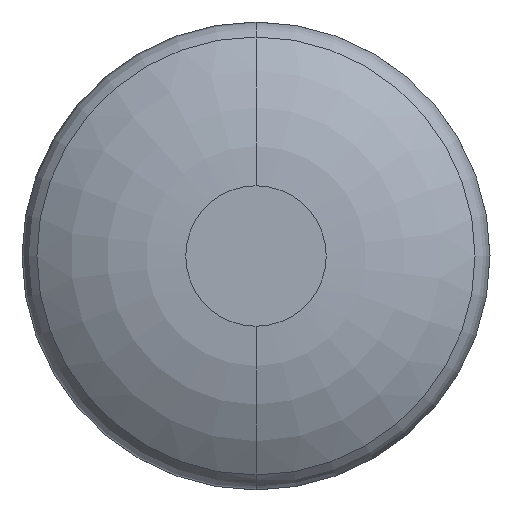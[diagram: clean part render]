
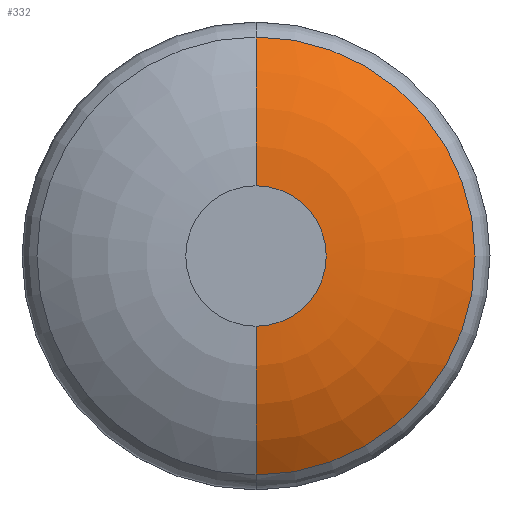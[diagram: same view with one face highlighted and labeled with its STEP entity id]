
A CAD part, front view. The second image highlights one B-rep face of the part: STEP entity #332.
In plain terms, the highlighted toroidal (fillet/blend) face has major radius 0.953 mm and minor radius 3.365 mm.
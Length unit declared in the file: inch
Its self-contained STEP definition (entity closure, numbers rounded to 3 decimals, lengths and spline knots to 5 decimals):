
#1 = EDGE_LOOP ( 'NONE', ( #241, #192, #619, #478 ) ) ;
#27 = DIRECTION ( 'NONE',  ( 0., 0., -1. ) ) ;
#31 = DIRECTION ( 'NONE',  ( 0., -1., 0. ) ) ;
#44 = CARTESIAN_POINT ( 'NONE',  ( 0., 0.1325, 0.0375 ) ) ;
#82 = VERTEX_POINT ( 'NONE', #118 ) ;
#94 = CARTESIAN_POINT ( 'NONE',  ( 0., 0.1325, -0.0375 ) ) ;
#97 = TOROIDAL_SURFACE ( 'NONE', #559, 0.0375, 0.1325 ) ;
#112 = DIRECTION ( 'NONE',  ( 0., 0., 1. ) ) ;
#118 = CARTESIAN_POINT ( 'NONE',  ( 0., 0.0265, -0.117 ) ) ;
#128 = EDGE_CURVE ( 'NONE', #250, #195, #383, .T. ) ;
#133 = CARTESIAN_POINT ( 'NONE',  ( 0., 0., -0.0375 ) ) ;
#142 = DIRECTION ( 'NONE',  ( 0., 0., -1. ) ) ;
#192 = ORIENTED_EDGE ( 'NONE', *, *, #265, .T. ) ;
#194 = DIRECTION ( 'NONE',  ( 0., -1., 0. ) ) ;
#195 = VERTEX_POINT ( 'NONE', #384 ) ;
#227 = DIRECTION ( 'NONE',  ( -1., 0., 0. ) ) ;
#238 = DIRECTION ( 'NONE',  ( 0., 0., -1. ) ) ;
#241 = ORIENTED_EDGE ( 'NONE', *, *, #511, .T. ) ;
#250 = VERTEX_POINT ( 'NONE', #133 ) ;
#262 = AXIS2_PLACEMENT_3D ( 'NONE', #94, #227, #112 ) ;
#265 = EDGE_CURVE ( 'NONE', #353, #195, #600, .T. ) ;
#276 = DIRECTION ( 'NONE',  ( 0., 0., -1. ) ) ;
#301 = AXIS2_PLACEMENT_3D ( 'NONE', #469, #358, #27 ) ;
#332 = ADVANCED_FACE ( 'NONE', ( #466 ), #97, .T. ) ;
#344 = AXIS2_PLACEMENT_3D ( 'NONE', #44, #435, #142 ) ;
#353 = VERTEX_POINT ( 'NONE', #476 ) ;
#358 = DIRECTION ( 'NONE',  ( 0., -1., 0. ) ) ;
#383 = CIRCLE ( 'NONE', #437, 0.0375 ) ;
#384 = CARTESIAN_POINT ( 'NONE',  ( 0., 0., 0.0375 ) ) ;
#412 = CIRCLE ( 'NONE', #301, 0.117 ) ;
#435 = DIRECTION ( 'NONE',  ( 1., 0., 0. ) ) ;
#437 = AXIS2_PLACEMENT_3D ( 'NONE', #487, #194, #276 ) ;
#466 = FACE_OUTER_BOUND ( 'NONE', #1, .T. ) ;
#469 = CARTESIAN_POINT ( 'NONE',  ( 0., 0.0265, 0. ) ) ;
#475 = CARTESIAN_POINT ( 'NONE',  ( 0., 0.1325, 0. ) ) ;
#476 = CARTESIAN_POINT ( 'NONE',  ( 0., 0.0265, 0.117 ) ) ;
#478 = ORIENTED_EDGE ( 'NONE', *, *, #617, .F. ) ;
#487 = CARTESIAN_POINT ( 'NONE',  ( 0., 0., 0. ) ) ;
#495 = CIRCLE ( 'NONE', #262, 0.1325 ) ;
#511 = EDGE_CURVE ( 'NONE', #82, #353, #412, .T. ) ;
#559 = AXIS2_PLACEMENT_3D ( 'NONE', #475, #31, #238 ) ;
#600 = CIRCLE ( 'NONE', #344, 0.1325 ) ;
#617 = EDGE_CURVE ( 'NONE', #82, #250, #495, .T. ) ;
#619 = ORIENTED_EDGE ( 'NONE', *, *, #128, .F. ) ;
